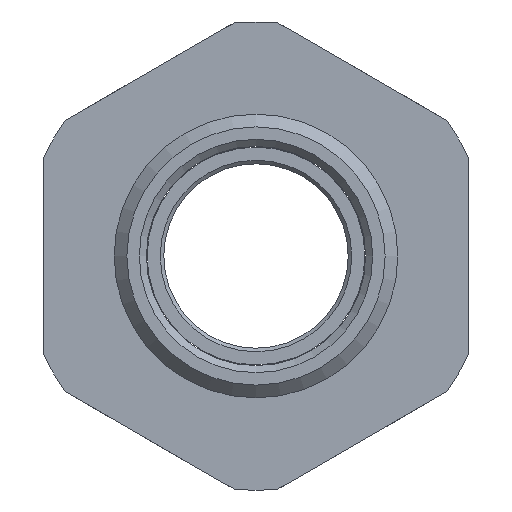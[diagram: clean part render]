
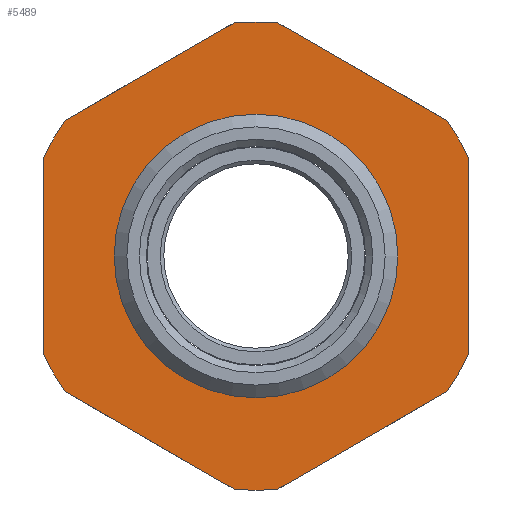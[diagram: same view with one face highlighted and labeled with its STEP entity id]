
A CAD part, left-side view. The second image highlights one B-rep face of the part: STEP entity #5489.
In plain terms, the highlighted planar face has unit normal (-1, 0, 0).
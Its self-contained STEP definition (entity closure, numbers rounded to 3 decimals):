
#171 = EDGE_CURVE ( 'NONE', #1763, #5968, #3585, .T. ) ;
#216 = ORIENTED_EDGE ( 'NONE', *, *, #6501, .F. ) ;
#354 = VECTOR ( 'NONE', #7217, 1000. ) ;
#370 = VERTEX_POINT ( 'NONE', #1183 ) ;
#372 = EDGE_CURVE ( 'NONE', #3924, #1301, #1717, .T. ) ;
#430 = AXIS2_PLACEMENT_3D ( 'NONE', #6291, #2857, #6870 ) ;
#594 = DIRECTION ( 'NONE',  ( 1., 0., 0. ) ) ;
#613 = CARTESIAN_POINT ( 'NONE',  ( 15., 13.453, -9.553 ) ) ;
#625 = LINE ( 'NONE', #6927, #6750 ) ;
#647 = DIRECTION ( 'NONE',  ( 0., 0., 1. ) ) ;
#906 = LINE ( 'NONE', #2642, #354 ) ;
#950 = EDGE_CURVE ( 'NONE', #4942, #4942, #5666, .T. ) ;
#964 = CARTESIAN_POINT ( 'NONE',  ( 15., 0., 0. ) ) ;
#996 = CARTESIAN_POINT ( 'NONE',  ( 15., -15., 6.874 ) ) ;
#1012 = EDGE_CURVE ( 'NONE', #370, #4263, #5303, .T. ) ;
#1016 = FACE_BOUND ( 'NONE', #3032, .T. ) ;
#1041 = VECTOR ( 'NONE', #4920, 1000. ) ;
#1050 = CIRCLE ( 'NONE', #4972, 16.5 ) ;
#1063 = CARTESIAN_POINT ( 'NONE',  ( 15., 0., 0. ) ) ;
#1180 = EDGE_CURVE ( 'NONE', #1763, #4451, #906, .T. ) ;
#1183 = CARTESIAN_POINT ( 'NONE',  ( 15., -13.453, 9.553 ) ) ;
#1246 = CIRCLE ( 'NONE', #6087, 16.5 ) ;
#1259 = AXIS2_PLACEMENT_3D ( 'NONE', #5496, #6085, #2656 ) ;
#1301 = VERTEX_POINT ( 'NONE', #3856 ) ;
#1341 = DIRECTION ( 'NONE',  ( -1., 0., 0. ) ) ;
#1364 = CARTESIAN_POINT ( 'NONE',  ( 15., 0., 0. ) ) ;
#1411 = ORIENTED_EDGE ( 'NONE', *, *, #372, .F. ) ;
#1443 = CARTESIAN_POINT ( 'NONE',  ( 15., 0., 0. ) ) ;
#1502 = VERTEX_POINT ( 'NONE', #3744 ) ;
#1549 = DIRECTION ( 'NONE',  ( 0., 0., -1. ) ) ;
#1626 = VERTEX_POINT ( 'NONE', #613 ) ;
#1652 = DIRECTION ( 'NONE',  ( 0., 0., -1. ) ) ;
#1717 = CIRCLE ( 'NONE', #6360, 16.5 ) ;
#1732 = CARTESIAN_POINT ( 'NONE',  ( 15., -15., -6.874 ) ) ;
#1763 = VERTEX_POINT ( 'NONE', #6441 ) ;
#1796 = CARTESIAN_POINT ( 'NONE',  ( 15., 0., 10. ) ) ;
#1813 = AXIS2_PLACEMENT_3D ( 'NONE', #1364, #5378, #1946 ) ;
#1946 = DIRECTION ( 'NONE',  ( 0., 0., -1. ) ) ;
#1960 = VECTOR ( 'NONE', #6727, 1000. ) ;
#1977 = ORIENTED_EDGE ( 'NONE', *, *, #1012, .F. ) ;
#2035 = DIRECTION ( 'NONE',  ( 0., 0., -1. ) ) ;
#2082 = EDGE_CURVE ( 'NONE', #4242, #2379, #1246, .T. ) ;
#2310 = ORIENTED_EDGE ( 'NONE', *, *, #3522, .F. ) ;
#2379 = VERTEX_POINT ( 'NONE', #4512 ) ;
#2599 = CARTESIAN_POINT ( 'NONE',  ( 15., 13.453, 9.553 ) ) ;
#2642 = CARTESIAN_POINT ( 'NONE',  ( 15., 0., 17.321 ) ) ;
#2656 = DIRECTION ( 'NONE',  ( 0., 0., -1. ) ) ;
#2779 = EDGE_LOOP ( 'NONE', ( #3745, #2310, #6698, #4977, #5490, #1411, #3702, #1977, #6175, #4240, #5509, #216 ) ) ;
#2857 = DIRECTION ( 'NONE',  ( 1., 0., 0. ) ) ;
#2874 = EDGE_CURVE ( 'NONE', #5837, #1502, #7176, .T. ) ;
#3032 = EDGE_LOOP ( 'NONE', ( #4857 ) ) ;
#3317 = CARTESIAN_POINT ( 'NONE',  ( 15., 15., 6.874 ) ) ;
#3360 = DIRECTION ( 'NONE',  ( 0., 0.866, 0.5 ) ) ;
#3522 = EDGE_CURVE ( 'NONE', #1626, #1502, #1050, .T. ) ;
#3585 = CIRCLE ( 'NONE', #4177, 16.5 ) ;
#3602 = VECTOR ( 'NONE', #3360, 1000. ) ;
#3702 = ORIENTED_EDGE ( 'NONE', *, *, #6333, .T. ) ;
#3744 = CARTESIAN_POINT ( 'NONE',  ( 15., 15., -6.874 ) ) ;
#3745 = ORIENTED_EDGE ( 'NONE', *, *, #2874, .T. ) ;
#3856 = CARTESIAN_POINT ( 'NONE',  ( 15., -13.453, -9.553 ) ) ;
#3924 = VERTEX_POINT ( 'NONE', #1732 ) ;
#4021 = CARTESIAN_POINT ( 'NONE',  ( 15., 0., 0. ) ) ;
#4052 = FACE_OUTER_BOUND ( 'NONE', #2779, .T. ) ;
#4094 = VECTOR ( 'NONE', #7017, 1000. ) ;
#4177 = AXIS2_PLACEMENT_3D ( 'NONE', #964, #4985, #1549 ) ;
#4218 = EDGE_CURVE ( 'NONE', #1626, #2379, #5004, .T. ) ;
#4240 = ORIENTED_EDGE ( 'NONE', *, *, #171, .F. ) ;
#4242 = VERTEX_POINT ( 'NONE', #5037 ) ;
#4263 = VERTEX_POINT ( 'NONE', #996 ) ;
#4333 = CARTESIAN_POINT ( 'NONE',  ( 15., 0., -17.321 ) ) ;
#4430 = EDGE_CURVE ( 'NONE', #4242, #1301, #5457, .T. ) ;
#4451 = VERTEX_POINT ( 'NONE', #2599 ) ;
#4499 = CARTESIAN_POINT ( 'NONE',  ( 15., -15., 8.66 ) ) ;
#4512 = CARTESIAN_POINT ( 'NONE',  ( 15., 1.547, -16.427 ) ) ;
#4610 = DIRECTION ( 'NONE',  ( 0., 0., -1. ) ) ;
#4772 = CARTESIAN_POINT ( 'NONE',  ( 15., 0., 0. ) ) ;
#4857 = ORIENTED_EDGE ( 'NONE', *, *, #950, .F. ) ;
#4869 = PLANE ( 'NONE',  #1259 ) ;
#4920 = DIRECTION ( 'NONE',  ( 0., -0.866, 0.5 ) ) ;
#4942 = VERTEX_POINT ( 'NONE', #1796 ) ;
#4972 = AXIS2_PLACEMENT_3D ( 'NONE', #4021, #594, #4610 ) ;
#4977 = ORIENTED_EDGE ( 'NONE', *, *, #2082, .F. ) ;
#4985 = DIRECTION ( 'NONE',  ( 1., 0., 0. ) ) ;
#5004 = LINE ( 'NONE', #6158, #1960 ) ;
#5037 = CARTESIAN_POINT ( 'NONE',  ( 15., -1.547, -16.427 ) ) ;
#5079 = DIRECTION ( 'NONE',  ( 1., 0., 0. ) ) ;
#5303 = CIRCLE ( 'NONE', #1813, 16.5 ) ;
#5350 = DIRECTION ( 'NONE',  ( 0., 0., 1. ) ) ;
#5378 = DIRECTION ( 'NONE',  ( 1., 0., 0. ) ) ;
#5457 = LINE ( 'NONE', #4333, #1041 ) ;
#5462 = DIRECTION ( 'NONE',  ( 1., 0., 0. ) ) ;
#5489 = ADVANCED_FACE ( 'NONE', ( #4052, #1016 ), #4869, .F. ) ;
#5490 = ORIENTED_EDGE ( 'NONE', *, *, #4430, .T. ) ;
#5496 = CARTESIAN_POINT ( 'NONE',  ( 15., 10., 0. ) ) ;
#5509 = ORIENTED_EDGE ( 'NONE', *, *, #1180, .T. ) ;
#5560 = AXIS2_PLACEMENT_3D ( 'NONE', #4772, #1341, #5350 ) ;
#5666 = CIRCLE ( 'NONE', #5560, 10. ) ;
#5837 = VERTEX_POINT ( 'NONE', #3317 ) ;
#5882 = EDGE_CURVE ( 'NONE', #370, #5968, #6686, .T. ) ;
#5968 = VERTEX_POINT ( 'NONE', #6284 ) ;
#6041 = CIRCLE ( 'NONE', #430, 16.5 ) ;
#6085 = DIRECTION ( 'NONE',  ( 1., 0., 0. ) ) ;
#6087 = AXIS2_PLACEMENT_3D ( 'NONE', #1443, #5462, #2035 ) ;
#6158 = CARTESIAN_POINT ( 'NONE',  ( 15., 15., -8.66 ) ) ;
#6175 = ORIENTED_EDGE ( 'NONE', *, *, #5882, .T. ) ;
#6284 = CARTESIAN_POINT ( 'NONE',  ( 15., -1.547, 16.427 ) ) ;
#6291 = CARTESIAN_POINT ( 'NONE',  ( 15., 0., 0. ) ) ;
#6333 = EDGE_CURVE ( 'NONE', #3924, #4263, #625, .T. ) ;
#6360 = AXIS2_PLACEMENT_3D ( 'NONE', #1063, #5079, #1652 ) ;
#6441 = CARTESIAN_POINT ( 'NONE',  ( 15., 1.547, 16.427 ) ) ;
#6501 = EDGE_CURVE ( 'NONE', #5837, #4451, #6041, .T. ) ;
#6686 = LINE ( 'NONE', #4499, #3602 ) ;
#6698 = ORIENTED_EDGE ( 'NONE', *, *, #4218, .T. ) ;
#6727 = DIRECTION ( 'NONE',  ( 0., -0.866, -0.5 ) ) ;
#6750 = VECTOR ( 'NONE', #647, 1000. ) ;
#6870 = DIRECTION ( 'NONE',  ( 0., 0., -1. ) ) ;
#6927 = CARTESIAN_POINT ( 'NONE',  ( 15., -15., -8.66 ) ) ;
#6971 = CARTESIAN_POINT ( 'NONE',  ( 15., 15., 8.66 ) ) ;
#7017 = DIRECTION ( 'NONE',  ( 0., 0., -1. ) ) ;
#7176 = LINE ( 'NONE', #6971, #4094 ) ;
#7217 = DIRECTION ( 'NONE',  ( 0., 0.866, -0.5 ) ) ;
